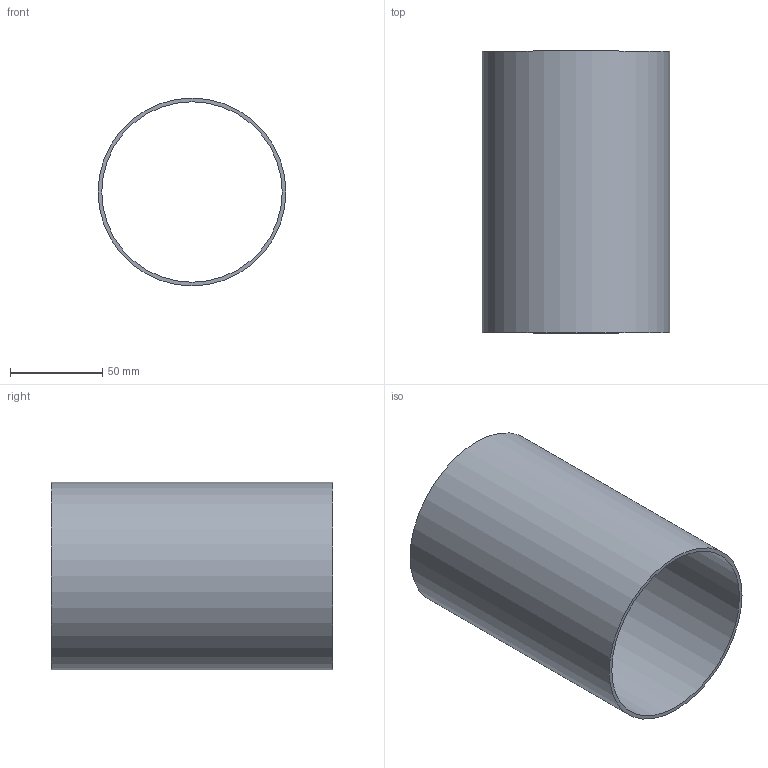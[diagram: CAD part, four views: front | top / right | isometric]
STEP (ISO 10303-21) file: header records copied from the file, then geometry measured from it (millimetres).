
FILE_DESCRIPTION(('', 'CAx-IF Rec.Pracs.---Representation and Presentation of Product Manufacturing Information (PMI)---4.0---2014-10-13'),'2;1');
FILE_NAME('SG2592.STP', '2021-04-14T18:38:39',(''), (''), 'Kubotek Kosmos Version 3.0.7268.7268', 'KeyCreator Pro', '');
FILE_SCHEMA(('AP242_MANAGED_MODEL_BASED_3D_ENGINEERING_MIM_LF { 1 0 10303 442 1 1 4 }'));
Length unit declared in the file: inch
Bounding box: 101.6 x 152.4 x 101.6 mm (x, y, z)
Volume: 94494.1 mm3; surface area: 96630.8 mm2
Topology: 1 solids, 1 shells, 4 faces, 6 edges, 4 vertices
Faces by surface type: cylinder 2, plane 2
Full cylindrical faces by diameter (mm): 97.638 x1, 101.6 x1
Entity records: 122 total; most frequent: DIRECTION 20, CARTESIAN_POINT 15, ORIENTED_EDGE 12, AXIS2_PLACEMENT_3D 9, EDGE_CURVE 6, EDGE_LOOP 6, VERTEX_POINT 4, CIRCLE 4
